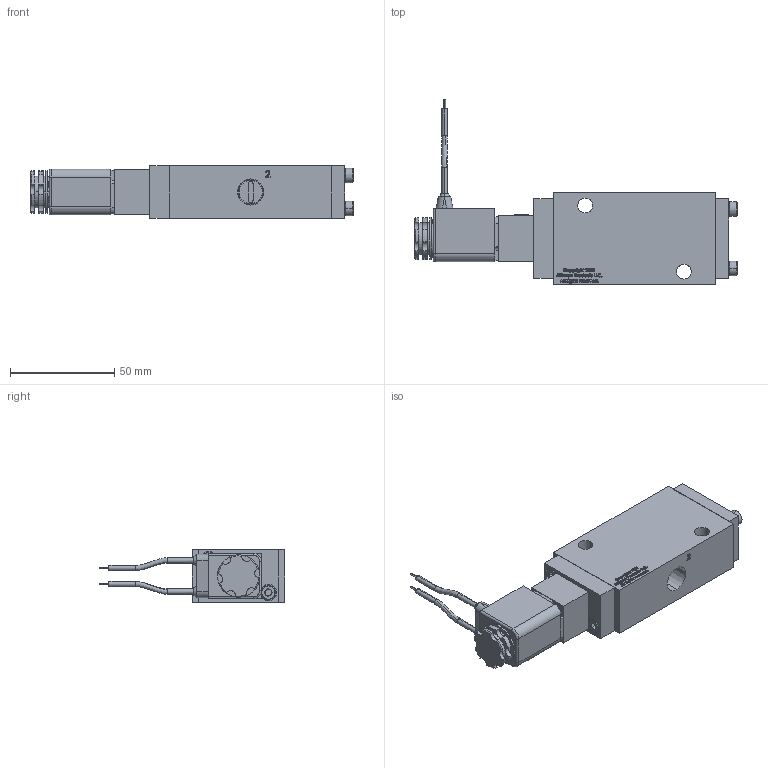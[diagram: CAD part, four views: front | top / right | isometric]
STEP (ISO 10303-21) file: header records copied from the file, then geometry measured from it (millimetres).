
FILE_DESCRIPTION (( 'STEP AP214' ), '1' );
FILE_NAME ('V2516N0523-DAL-VALVE-.25-NPT-3-2-SOL-SR-12DC.STEP', '2021-07-30T08:39:03', ( '' ), ( '' ), 'SwSTEP 2.0', 'SolidWorks 2018', '' );
FILE_SCHEMA (( 'AUTOMOTIVE_DESIGN' ));
Length unit declared in the file: inch
Products named in the file (1): V2516N0523-DAL-VALVE-.25-NPT-3-2-SOL-SR-12DC
Bounding box: 154.74 x 89.23 x 25.4 mm (x, y, z)
Volume: 125395.6 mm3; surface area: 26358.9 mm2
Topology: 5 solids, 5 shells, 1824 faces, 4708 edges, 3087 vertices
Faces by surface type: plane 973, bspline 603, cylinder 152, cone 96
Entity records: 105844 total; most frequent: CARTESIAN_POINT 41690, ORIENTED_EDGE 9400, DIRECTION 6255, EDGE_CURVE 4700, VERTEX_POINT 3087, LINE 3023, VECTOR 3023, EDGE_LOOP 2035
